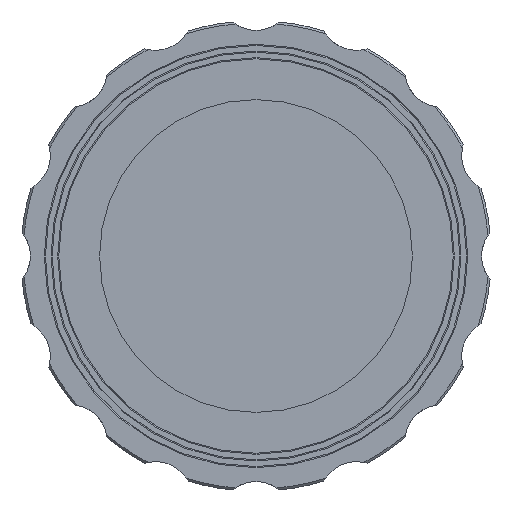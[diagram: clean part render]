
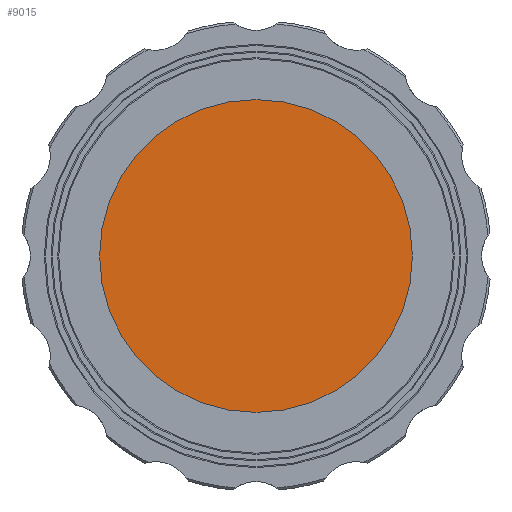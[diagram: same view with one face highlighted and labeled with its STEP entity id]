
A CAD part, front view. The second image highlights one B-rep face of the part: STEP entity #9015.
In plain terms, the highlighted planar face has unit normal (0, -1, 0).
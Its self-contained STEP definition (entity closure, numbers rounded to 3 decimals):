
#1963 = CARTESIAN_POINT ( 'NONE',  ( 0., 2., 140. ) ) ;
#1978 = CARTESIAN_POINT ( 'NONE',  ( 0., 2., -140. ) ) ;
#7913 = AXIS2_PLACEMENT_3D ( 'NONE', #12598, #12597, #12596 ) ;
#7917 = CIRCLE ( 'NONE', #7913, 140. ) ;
#7941 = AXIS2_PLACEMENT_3D ( 'NONE', #12619, #12618, #12617 ) ;
#7946 = CIRCLE ( 'NONE', #7941, 140. ) ;
#7999 = AXIS2_PLACEMENT_3D ( 'NONE', #14131, #14125, #14124 ) ;
#8638 = EDGE_CURVE ( 'NONE', #9682, #9697, #7946, .T. ) ;
#8645 = EDGE_CURVE ( 'NONE', #9697, #9682, #7917, .T. ) ;
#9015 = ADVANCED_FACE ( 'NONE', ( #14128 ), #14127, .F. ) ;
#9497 = EDGE_LOOP ( 'NONE', ( #10520, #10519 ) ) ;
#9682 = VERTEX_POINT ( 'NONE', #1978 ) ;
#9697 = VERTEX_POINT ( 'NONE', #1963 ) ;
#10519 = ORIENTED_EDGE ( 'NONE', *, *, #8645, .T. ) ;
#10520 = ORIENTED_EDGE ( 'NONE', *, *, #8638, .T. ) ;
#12596 = DIRECTION ( 'NONE',  ( 0., 0., -1. ) ) ;
#12597 = DIRECTION ( 'NONE',  ( 0., -1., 0. ) ) ;
#12598 = CARTESIAN_POINT ( 'NONE',  ( 0., 2., 0. ) ) ;
#12617 = DIRECTION ( 'NONE',  ( 0., 0., -1. ) ) ;
#12618 = DIRECTION ( 'NONE',  ( 0., -1., 0. ) ) ;
#12619 = CARTESIAN_POINT ( 'NONE',  ( 0., 2., 0. ) ) ;
#14124 = DIRECTION ( 'NONE',  ( 0., 0., 1. ) ) ;
#14125 = DIRECTION ( 'NONE',  ( 0., 1., 0. ) ) ;
#14127 = PLANE ( 'NONE',  #7999 ) ;
#14128 = FACE_OUTER_BOUND ( 'NONE', #9497, .T. ) ;
#14131 = CARTESIAN_POINT ( 'NONE',  ( 0., 2., 0. ) ) ;
